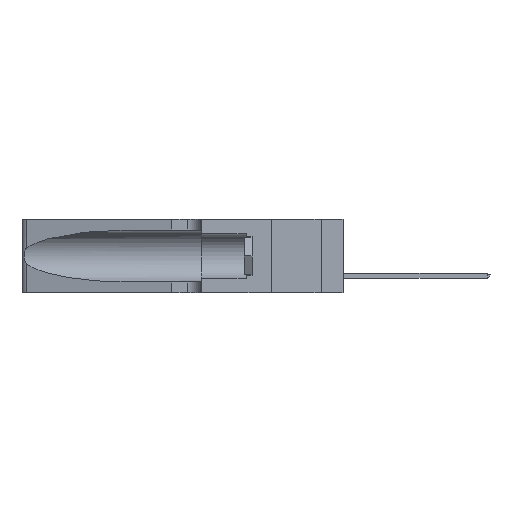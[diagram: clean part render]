
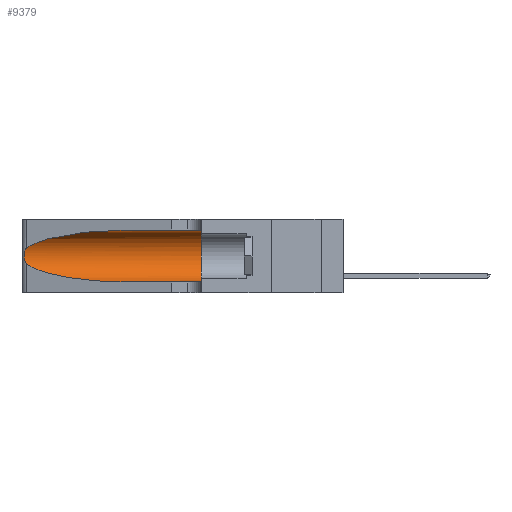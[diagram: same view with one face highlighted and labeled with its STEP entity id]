
A CAD part, left-side view. The second image highlights one B-rep face of the part: STEP entity #9379.
In plain terms, the highlighted cylindrical face has radius 3.308 mm (diameter 6.617 mm), a partial arc.
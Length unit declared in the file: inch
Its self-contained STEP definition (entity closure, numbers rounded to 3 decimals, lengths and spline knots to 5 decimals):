
#722 = CARTESIAN_POINT ( 'NONE',  ( 0.25639, 1.23184, 0.21858 ) ) ;
#864 = CARTESIAN_POINT ( 'NONE',  ( 0.26075, 1.23896, 0.19203 ) ) ;
#1299 = CARTESIAN_POINT ( 'NONE',  ( 0.1305, 1.61858, 0.185 ) ) ;
#2466 = DIRECTION ( 'NONE',  ( 0., 0., -1. ) ) ;
#2538 = EDGE_CURVE ( 'NONE', #11305, #6541, #34664, .T. ) ;
#3365 = CARTESIAN_POINT ( 'NONE',  ( 0.2373, 1.15595, 0.08982 ) ) ;
#4075 = CARTESIAN_POINT ( 'NONE',  ( 0.25787, 1.23484, 0.2124 ) ) ;
#4207 = CIRCLE ( 'NONE', #22097, 0.13025 ) ;
#4209 = CARTESIAN_POINT ( 'NONE',  ( 0.26018, 1.23835, 0.19895 ) ) ;
#4262 = VECTOR ( 'NONE', #23264, 39.37008 ) ;
#4520 = VECTOR ( 'NONE', #34273, 39.37008 ) ;
#4527 = ORIENTED_EDGE ( 'NONE', *, *, #20124, .T. ) ;
#4642 = VERTEX_POINT ( 'NONE', #25303 ) ;
#6145 = DIRECTION ( 'NONE',  ( 0., 0., 1. ) ) ;
#6541 = VERTEX_POINT ( 'NONE', #14855 ) ;
#6999 = CARTESIAN_POINT ( 'NONE',  ( 0.25555, 1.22993, 0.14849 ) ) ;
#8258 = ORIENTED_EDGE ( 'NONE', *, *, #21521, .F. ) ;
#8538 = ORIENTED_EDGE ( 'NONE', *, *, #2538, .F. ) ;
#9379 = ADVANCED_FACE ( 'NONE', ( #37628 ), #31746, .F. ) ;
#9663 = CARTESIAN_POINT ( 'NONE',  ( 0.25789, 1.23486, 0.15765 ) ) ;
#10001 = CARTESIAN_POINT ( 'NONE',  ( 0.25487, 1.22718, 0.14631 ) ) ;
#11305 = VERTEX_POINT ( 'NONE', #22431 ) ;
#11505 = EDGE_LOOP ( 'NONE', ( #28576, #35862, #37054, #4527, #8258, #8538 ) ) ;
#11528 = CARTESIAN_POINT ( 'NONE',  ( 0.1305, 0.35, 0.185 ) ) ;
#11635 = DIRECTION ( 'NONE',  ( 0., 1., 0. ) ) ;
#12779 =( BOUNDED_CURVE ( )  B_SPLINE_CURVE ( 3, ( #29784, #32707, #27030, #29664 ),
 .UNSPECIFIED., .F., .T. ) 
 B_SPLINE_CURVE_WITH_KNOTS ( ( 4, 4 ),
 ( 1.5708, 2.84003 ),
 .UNSPECIFIED. ) 
 CURVE ( )  GEOMETRIC_REPRESENTATION_ITEM ( )  RATIONAL_B_SPLINE_CURVE ( ( 1., 0.87, 0.87, 1. ) ) 
 REPRESENTATION_ITEM ( '' )  );
#13998 = CARTESIAN_POINT ( 'NONE',  ( 0.1305, 1.61858, 0.05475 ) ) ;
#14855 = CARTESIAN_POINT ( 'NONE',  ( 0.1305, 0.35, 0.31525 ) ) ;
#14953 = LINE ( 'NONE', #13998, #4520 ) ;
#16078 = CARTESIAN_POINT ( 'NONE',  ( 0.25487, 1.22718, 0.22369 ) ) ;
#17374 = VERTEX_POINT ( 'NONE', #16078 ) ;
#18303 = CARTESIAN_POINT ( 'NONE',  ( 0.25854, 1.2359, 0.20912 ) ) ;
#19909 = EDGE_CURVE ( 'NONE', #17374, #4642, #35767, .T. ) ;
#20124 = EDGE_CURVE ( 'NONE', #32559, #27839, #14953, .T. ) ;
#21079 = CARTESIAN_POINT ( 'NONE',  ( 0.26075, 1.23896, 0.178 ) ) ;
#21487 = CARTESIAN_POINT ( 'NONE',  ( 0.26017, 1.23833, 0.17102 ) ) ;
#21521 = EDGE_CURVE ( 'NONE', #6541, #27839, #4207, .T. ) ;
#22097 = AXIS2_PLACEMENT_3D ( 'NONE', #11528, #11635, #6145 ) ;
#22431 = CARTESIAN_POINT ( 'NONE',  ( 0.1305, 0.72297, 0.31525 ) ) ;
#23210 = CARTESIAN_POINT ( 'NONE',  ( 0.1305, 0.35, 0.05475 ) ) ;
#23264 = DIRECTION ( 'NONE',  ( 0., -1., 0. ) ) ;
#24140 = CARTESIAN_POINT ( 'NONE',  ( 0.1305, 0.72297, 0.05475 ) ) ;
#24407 = CARTESIAN_POINT ( 'NONE',  ( 0.25639, 1.23186, 0.15144 ) ) ;
#24553 = CARTESIAN_POINT ( 'NONE',  ( 0.25856, 1.23593, 0.16098 ) ) ;
#25303 = CARTESIAN_POINT ( 'NONE',  ( 0.25487, 1.22718, 0.14631 ) ) ;
#25461 = EDGE_CURVE ( 'NONE', #4642, #32559, #30225, .T. ) ;
#27030 = CARTESIAN_POINT ( 'NONE',  ( 0.2373, 1.15595, 0.28018 ) ) ;
#27070 = CARTESIAN_POINT ( 'NONE',  ( 0.25487, 1.22718, 0.14631 ) ) ;
#27672 = AXIS2_PLACEMENT_3D ( 'NONE', #1299, #36452, #2466 ) ;
#27839 = VERTEX_POINT ( 'NONE', #23210 ) ;
#28576 = ORIENTED_EDGE ( 'NONE', *, *, #36311, .T. ) ;
#28950 = CARTESIAN_POINT ( 'NONE',  ( 0.1305, 1.61858, 0.31525 ) ) ;
#29664 = CARTESIAN_POINT ( 'NONE',  ( 0.25487, 1.22718, 0.22369 ) ) ;
#29784 = CARTESIAN_POINT ( 'NONE',  ( 0.1305, 0.72297, 0.31525 ) ) ;
#30225 =( BOUNDED_CURVE ( )  B_SPLINE_CURVE ( 3, ( #10001, #3365, #36245, #30308 ),
 .UNSPECIFIED., .F., .F. ) 
 B_SPLINE_CURVE_WITH_KNOTS ( ( 4, 4 ),
 ( 3.44316, 4.71239 ),
 .UNSPECIFIED. ) 
 CURVE ( )  GEOMETRIC_REPRESENTATION_ITEM ( )  RATIONAL_B_SPLINE_CURVE ( ( 1., 0.87, 0.87, 1. ) ) 
 REPRESENTATION_ITEM ( '' )  );
#30308 = CARTESIAN_POINT ( 'NONE',  ( 0.1305, 0.72297, 0.05475 ) ) ;
#31746 = CYLINDRICAL_SURFACE ( 'NONE', #27672, 0.13025 ) ;
#32559 = VERTEX_POINT ( 'NONE', #24140 ) ;
#32707 = CARTESIAN_POINT ( 'NONE',  ( 0.18966, 0.96281, 0.31525 ) ) ;
#32878 = CARTESIAN_POINT ( 'NONE',  ( 0.25555, 1.22994, 0.2215 ) ) ;
#34273 = DIRECTION ( 'NONE',  ( 0., -1., 0. ) ) ;
#34664 = LINE ( 'NONE', #28950, #4262 ) ;
#35636 = CARTESIAN_POINT ( 'NONE',  ( 0.25487, 1.22718, 0.22369 ) ) ;
#35767 = B_SPLINE_CURVE_WITH_KNOTS ( 'NONE', 3,
 ( #35636, #32878, #722, #4075, #18303, #4209, #864, #21079, #21487, #24553, #9663, #24407, #6999, #27070 ),
 .UNSPECIFIED., .F., .F.,
 ( 4, 2, 2, 2, 2, 2, 4 ),
 ( 0., 0.00027, 0.00053, 0.00107, 0.0016, 0.00187, 0.00214 ),
 .UNSPECIFIED. ) ;
#35862 = ORIENTED_EDGE ( 'NONE', *, *, #19909, .T. ) ;
#36245 = CARTESIAN_POINT ( 'NONE',  ( 0.18966, 0.96281, 0.05475 ) ) ;
#36311 = EDGE_CURVE ( 'NONE', #11305, #17374, #12779, .T. ) ;
#36452 = DIRECTION ( 'NONE',  ( 0., -1., 0. ) ) ;
#37054 = ORIENTED_EDGE ( 'NONE', *, *, #25461, .T. ) ;
#37628 = FACE_OUTER_BOUND ( 'NONE', #11505, .T. ) ;
